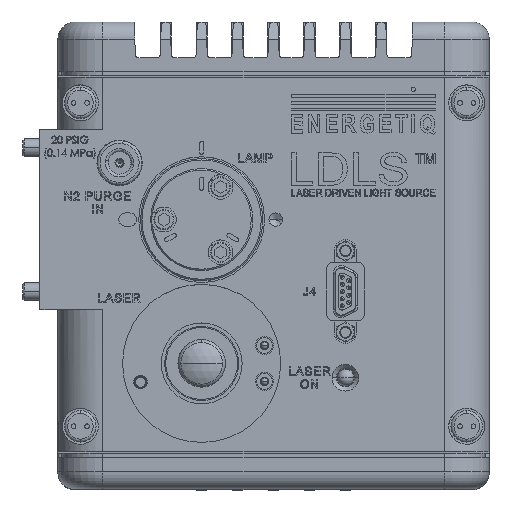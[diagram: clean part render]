
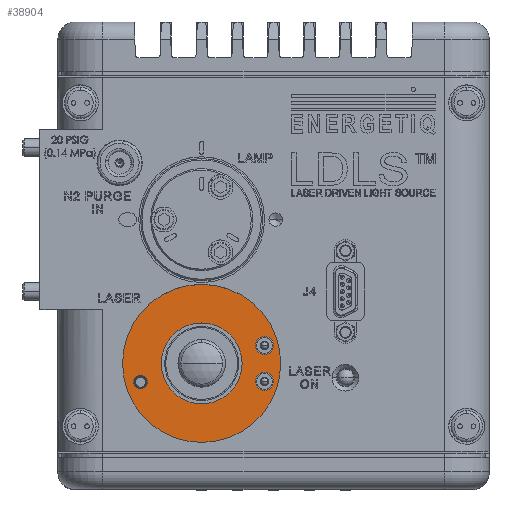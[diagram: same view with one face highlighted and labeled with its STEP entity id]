
A CAD part, top view. The second image highlights one B-rep face of the part: STEP entity #38904.
In plain terms, the highlighted planar face has unit normal (0, 0, 1).
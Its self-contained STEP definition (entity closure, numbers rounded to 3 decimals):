
#35061 = EDGE_CURVE ( 'NONE', #112702, #112698, #139952, .T. ) ;
#36507 = EDGE_CURVE ( 'NONE', #112798, #112797, #40726, .T. ) ;
#37401 = EDGE_CURVE ( 'NONE', #112678, #112677, #41366, .T. ) ;
#38904 = ADVANCED_FACE ( 'NONE', ( #62124, #62138, #62131, #62111, #62120 ), #62134, .T. ) ;
#38995 = EDGE_CURVE ( 'NONE', #112802, #112801, #149105, .T. ) ;
#39002 = EDGE_CURVE ( 'NONE', #112793, #112792, #149130, .T. ) ;
#40726 = CIRCLE ( 'NONE', #40728, 1.587 ) ;
#40728 = AXIS2_PLACEMENT_3D ( 'NONE', #206983, #206984, #206985 ) ;
#41366 = CIRCLE ( 'NONE', #41371, 1.191 ) ;
#41371 = AXIS2_PLACEMENT_3D ( 'NONE', #71443, #71445, #71448 ) ;
#53400 = EDGE_LOOP ( 'NONE', ( #57801, #57490 ) ) ;
#56307 = ORIENTED_EDGE ( 'NONE', *, *, #37401, .F. ) ;
#56690 = ORIENTED_EDGE ( 'NONE', *, *, #175088, .F. ) ;
#57481 = ORIENTED_EDGE ( 'NONE', *, *, #36507, .F. ) ;
#57490 = ORIENTED_EDGE ( 'NONE', *, *, #175146, .T. ) ;
#57507 = ORIENTED_EDGE ( 'NONE', *, *, #38995, .F. ) ;
#57511 = ORIENTED_EDGE ( 'NONE', *, *, #177084, .T. ) ;
#57512 = ORIENTED_EDGE ( 'NONE', *, *, #39002, .T. ) ;
#57801 = ORIENTED_EDGE ( 'NONE', *, *, #35061, .T. ) ;
#57802 = ORIENTED_EDGE ( 'NONE', *, *, #177112, .F. ) ;
#57803 = ORIENTED_EDGE ( 'NONE', *, *, #177104, .F. ) ;
#62111 = FACE_OUTER_BOUND ( 'NONE', #53400, .T. ) ;
#62120 = FACE_BOUND ( 'NONE', #81769, .T. ) ;
#62124 = FACE_BOUND ( 'NONE', #81640, .T. ) ;
#62131 = FACE_BOUND ( 'NONE', #81583, .T. ) ;
#62134 = PLANE ( 'NONE',  #212166 ) ;
#62138 = FACE_BOUND ( 'NONE', #81645, .T. ) ;
#62200 = CARTESIAN_POINT ( 'NONE',  ( -12.7, -17.462, 4.763 ) ) ;
#62204 = DIRECTION ( 'NONE',  ( 0., 0., 1. ) ) ;
#62208 = DIRECTION ( 'NONE',  ( 1., 0., 0. ) ) ;
#63472 = CARTESIAN_POINT ( 'NONE',  ( -1.587, -14.287, 4.763 ) ) ;
#63476 = DIRECTION ( 'NONE',  ( 0., 0., 1. ) ) ;
#63480 = DIRECTION ( 'NONE',  ( 1., 0., 0. ) ) ;
#63526 = CARTESIAN_POINT ( 'NONE',  ( -12.7, -17.462, 4.763 ) ) ;
#63530 = DIRECTION ( 'NONE',  ( 0., 0., -1. ) ) ;
#63534 = DIRECTION ( 'NONE',  ( 1., 0., 0. ) ) ;
#71443 = CARTESIAN_POINT ( 'NONE',  ( -23.495, -20.764, 4.763 ) ) ;
#71445 = DIRECTION ( 'NONE',  ( 0., 0., 1. ) ) ;
#71448 = DIRECTION ( 'NONE',  ( 1., 0., 0. ) ) ;
#81583 = EDGE_LOOP ( 'NONE', ( #57507, #57803 ) ) ;
#81640 = EDGE_LOOP ( 'NONE', ( #56690, #56307 ) ) ;
#81645 = EDGE_LOOP ( 'NONE', ( #57481, #57802 ) ) ;
#81769 = EDGE_LOOP ( 'NONE', ( #57511, #57512 ) ) ;
#112677 = VERTEX_POINT ( 'NONE', #142955 ) ;
#112678 = VERTEX_POINT ( 'NONE', #142957 ) ;
#112698 = VERTEX_POINT ( 'NONE', #142995 ) ;
#112702 = VERTEX_POINT ( 'NONE', #143003 ) ;
#112792 = VERTEX_POINT ( 'NONE', #143176 ) ;
#112793 = VERTEX_POINT ( 'NONE', #143178 ) ;
#112797 = VERTEX_POINT ( 'NONE', #143185 ) ;
#112798 = VERTEX_POINT ( 'NONE', #143187 ) ;
#112801 = VERTEX_POINT ( 'NONE', #143192 ) ;
#112802 = VERTEX_POINT ( 'NONE', #143194 ) ;
#139952 = CIRCLE ( 'NONE', #139962, 13.97 ) ;
#139962 = AXIS2_PLACEMENT_3D ( 'NONE', #207609, #207610, #207611 ) ;
#142955 = CARTESIAN_POINT ( 'NONE',  ( -24.686, -20.764, 4.763 ) ) ;
#142957 = CARTESIAN_POINT ( 'NONE',  ( -22.304, -20.764, 4.763 ) ) ;
#142995 = CARTESIAN_POINT ( 'NONE',  ( -26.67, -17.462, 4.763 ) ) ;
#143003 = CARTESIAN_POINT ( 'NONE',  ( 1.27, -17.462, 4.763 ) ) ;
#143176 = CARTESIAN_POINT ( 'NONE',  ( -5.556, -17.462, 4.763 ) ) ;
#143178 = CARTESIAN_POINT ( 'NONE',  ( -19.844, -17.462, 4.763 ) ) ;
#143185 = CARTESIAN_POINT ( 'NONE',  ( -3.175, -20.637, 4.763 ) ) ;
#143187 = CARTESIAN_POINT ( 'NONE',  ( 0., -20.637, 4.763 ) ) ;
#143192 = CARTESIAN_POINT ( 'NONE',  ( -3.175, -14.287, 4.763 ) ) ;
#143194 = CARTESIAN_POINT ( 'NONE',  ( 0., -14.287, 4.763 ) ) ;
#145703 = CIRCLE ( 'NONE', #145707, 1.191 ) ;
#145707 = AXIS2_PLACEMENT_3D ( 'NONE', #153065, #153068, #153071 ) ;
#145741 = CIRCLE ( 'NONE', #145745, 13.97 ) ;
#145745 = AXIS2_PLACEMENT_3D ( 'NONE', #153238, #153241, #153244 ) ;
#146879 = CIRCLE ( 'NONE', #146883, 7.144 ) ;
#146883 = AXIS2_PLACEMENT_3D ( 'NONE', #178819, #178822, #178825 ) ;
#146922 = CIRCLE ( 'NONE', #146926, 1.587 ) ;
#146926 = AXIS2_PLACEMENT_3D ( 'NONE', #179132, #179135, #179138 ) ;
#146934 = CIRCLE ( 'NONE', #146939, 1.587 ) ;
#146939 = AXIS2_PLACEMENT_3D ( 'NONE', #179324, #179327, #179329 ) ;
#149105 = CIRCLE ( 'NONE', #149118, 1.587 ) ;
#149118 = AXIS2_PLACEMENT_3D ( 'NONE', #63472, #63476, #63480 ) ;
#149130 = CIRCLE ( 'NONE', #149144, 7.144 ) ;
#149144 = AXIS2_PLACEMENT_3D ( 'NONE', #63526, #63530, #63534 ) ;
#153065 = CARTESIAN_POINT ( 'NONE',  ( -23.495, -20.764, 4.763 ) ) ;
#153068 = DIRECTION ( 'NONE',  ( 0., 0., 1. ) ) ;
#153071 = DIRECTION ( 'NONE',  ( 1., 0., 0. ) ) ;
#153238 = CARTESIAN_POINT ( 'NONE',  ( -12.7, -17.462, 4.763 ) ) ;
#153241 = DIRECTION ( 'NONE',  ( 0., 0., 1. ) ) ;
#153244 = DIRECTION ( 'NONE',  ( 1., 0., 0. ) ) ;
#175088 = EDGE_CURVE ( 'NONE', #112677, #112678, #145703, .T. ) ;
#175146 = EDGE_CURVE ( 'NONE', #112698, #112702, #145741, .T. ) ;
#177084 = EDGE_CURVE ( 'NONE', #112792, #112793, #146879, .T. ) ;
#177104 = EDGE_CURVE ( 'NONE', #112801, #112802, #146922, .T. ) ;
#177112 = EDGE_CURVE ( 'NONE', #112797, #112798, #146934, .T. ) ;
#178819 = CARTESIAN_POINT ( 'NONE',  ( -12.7, -17.462, 4.763 ) ) ;
#178822 = DIRECTION ( 'NONE',  ( 0., 0., -1. ) ) ;
#178825 = DIRECTION ( 'NONE',  ( 1., 0., 0. ) ) ;
#179132 = CARTESIAN_POINT ( 'NONE',  ( -1.587, -14.287, 4.763 ) ) ;
#179135 = DIRECTION ( 'NONE',  ( 0., 0., 1. ) ) ;
#179138 = DIRECTION ( 'NONE',  ( 1., 0., 0. ) ) ;
#179324 = CARTESIAN_POINT ( 'NONE',  ( -1.587, -20.637, 4.763 ) ) ;
#179327 = DIRECTION ( 'NONE',  ( 0., 0., 1. ) ) ;
#179329 = DIRECTION ( 'NONE',  ( 1., 0., 0. ) ) ;
#206983 = CARTESIAN_POINT ( 'NONE',  ( -1.587, -20.637, 4.763 ) ) ;
#206984 = DIRECTION ( 'NONE',  ( 0., 0., 1. ) ) ;
#206985 = DIRECTION ( 'NONE',  ( 1., 0., 0. ) ) ;
#207609 = CARTESIAN_POINT ( 'NONE',  ( -12.7, -17.462, 4.763 ) ) ;
#207610 = DIRECTION ( 'NONE',  ( 0., 0., 1. ) ) ;
#207611 = DIRECTION ( 'NONE',  ( 1., 0., 0. ) ) ;
#212166 = AXIS2_PLACEMENT_3D ( 'NONE', #62200, #62204, #62208 ) ;
